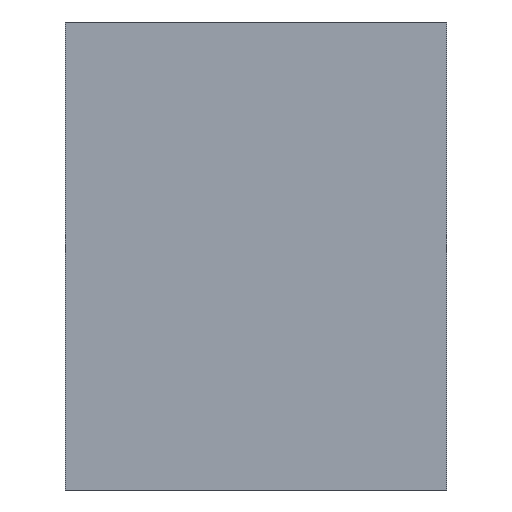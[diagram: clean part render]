
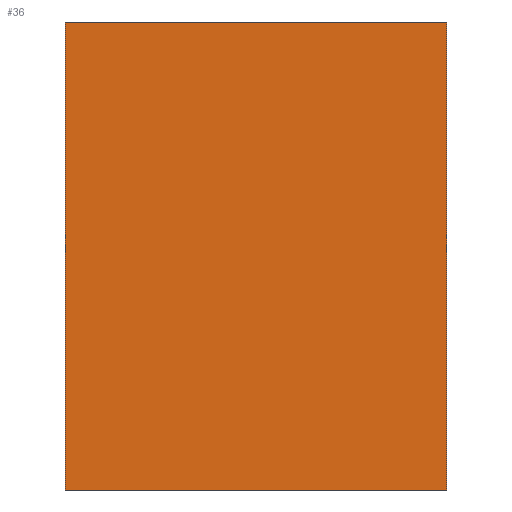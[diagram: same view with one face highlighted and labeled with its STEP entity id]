
A CAD part, left-side view. The second image highlights one B-rep face of the part: STEP entity #36.
In plain terms, the highlighted planar face has unit normal (-1, 0, 0).
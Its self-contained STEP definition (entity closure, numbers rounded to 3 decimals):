
#36 = ADVANCED_FACE( '', ( #72 ), #73, .F. );
#72 = FACE_OUTER_BOUND( '', #109, .T. );
#73 = PLANE( '', #110 );
#109 = EDGE_LOOP( '', ( #147, #148, #149, #150 ) );
#110 = AXIS2_PLACEMENT_3D( '', #151, #152, #153 );
#147 = ORIENTED_EDGE( '', *, *, #205, .T. );
#148 = ORIENTED_EDGE( '', *, *, #200, .F. );
#149 = ORIENTED_EDGE( '', *, *, #206, .F. );
#150 = ORIENTED_EDGE( '', *, *, #207, .T. );
#151 = CARTESIAN_POINT( '', ( -198., 31., 76. ) );
#152 = DIRECTION( '', ( 1., 0., 0. ) );
#153 = DIRECTION( '', ( 0., 0., -1. ) );
#200 = EDGE_CURVE( '', #226, #221, #228, .T. );
#205 = EDGE_CURVE( '', #235, #221, #236, .T. );
#206 = EDGE_CURVE( '', #237, #226, #238, .T. );
#207 = EDGE_CURVE( '', #237, #235, #239, .T. );
#221 = VERTEX_POINT( '', #257 );
#226 = VERTEX_POINT( '', #264 );
#228 = LINE( '', #267, #268 );
#235 = VERTEX_POINT( '', #275 );
#236 = LINE( '', #276, #277 );
#237 = VERTEX_POINT( '', #278 );
#238 = LINE( '', #279, #280 );
#239 = LINE( '', #281, #282 );
#257 = CARTESIAN_POINT( '', ( -198., -31., 0. ) );
#264 = CARTESIAN_POINT( '', ( -198., -31., 76. ) );
#267 = CARTESIAN_POINT( '', ( -198., -31., 76. ) );
#268 = VECTOR( '', #307, 1000. );
#275 = CARTESIAN_POINT( '', ( -198., 31., 0. ) );
#276 = CARTESIAN_POINT( '', ( -198., 31., 0. ) );
#277 = VECTOR( '', #314, 1000. );
#278 = CARTESIAN_POINT( '', ( -198., 31., 76. ) );
#279 = CARTESIAN_POINT( '', ( -198., 31., 76. ) );
#280 = VECTOR( '', #315, 1000. );
#281 = CARTESIAN_POINT( '', ( -198., 31., 76. ) );
#282 = VECTOR( '', #316, 1000. );
#307 = DIRECTION( '', ( 0., 0., -1. ) );
#314 = DIRECTION( '', ( 0., -1., 0. ) );
#315 = DIRECTION( '', ( 0., -1., 0. ) );
#316 = DIRECTION( '', ( 0., 0., -1. ) );
